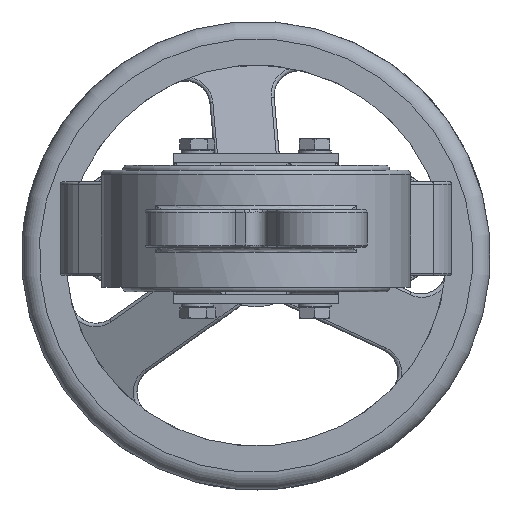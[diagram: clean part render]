
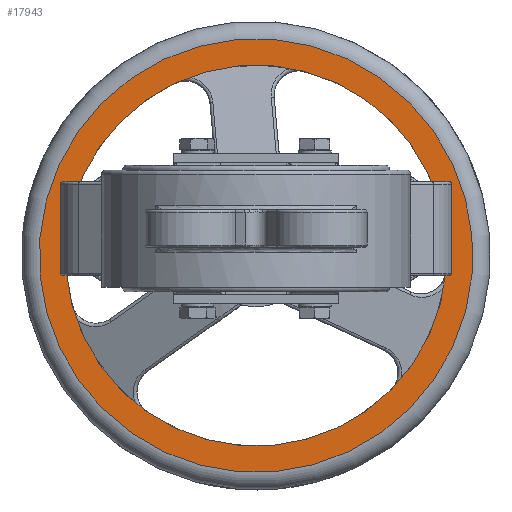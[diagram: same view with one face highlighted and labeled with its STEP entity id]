
A CAD part, front view. The second image highlights one B-rep face of the part: STEP entity #17943.
In plain terms, the highlighted face is planar.
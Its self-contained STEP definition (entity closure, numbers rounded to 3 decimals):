
#404=FACE_BOUND('',#6374,.T.);
#5248=FACE_OUTER_BOUND('',#6373,.T.);
#6373=EDGE_LOOP('',(#15710));
#6374=EDGE_LOOP('',(#15711));
#7528=CIRCLE('',#20125,92.5);
#7540=CIRCLE('',#20139,81.25);
#8952=VERTEX_POINT('',#34006);
#8954=VERTEX_POINT('',#34024);
#11304=EDGE_CURVE('',#8952,#8952,#7528,.T.);
#11317=EDGE_CURVE('',#8954,#8954,#7540,.T.);
#15710=ORIENTED_EDGE('',*,*,#11304,.F.);
#15711=ORIENTED_EDGE('',*,*,#11317,.T.);
#16974=PLANE('',#20138);
#17943=ADVANCED_FACE('',(#5248,#404),#16974,.T.);
#20125=AXIS2_PLACEMENT_3D('',#34008,#24765,#24766);
#20138=AXIS2_PLACEMENT_3D('',#34023,#24792,#24793);
#20139=AXIS2_PLACEMENT_3D('',#34025,#24794,#24795);
#24765=DIRECTION('center_axis',(0.,0.,1.));
#24766=DIRECTION('ref_axis',(0.,1.,0.));
#24792=DIRECTION('center_axis',(0.,0.,-1.));
#24793=DIRECTION('ref_axis',(-1.,0.,0.));
#24794=DIRECTION('center_axis',(0.,0.,1.));
#24795=DIRECTION('ref_axis',(1.,0.,0.));
#34006=CARTESIAN_POINT('',(-92.5,0.,12.199));
#34008=CARTESIAN_POINT('Origin',(0.,0.,12.199));
#34023=CARTESIAN_POINT('Origin',(0.,-100.,12.199));
#34024=CARTESIAN_POINT('',(0.,81.25,12.199));
#34025=CARTESIAN_POINT('Origin',(0.,0.,12.199));
